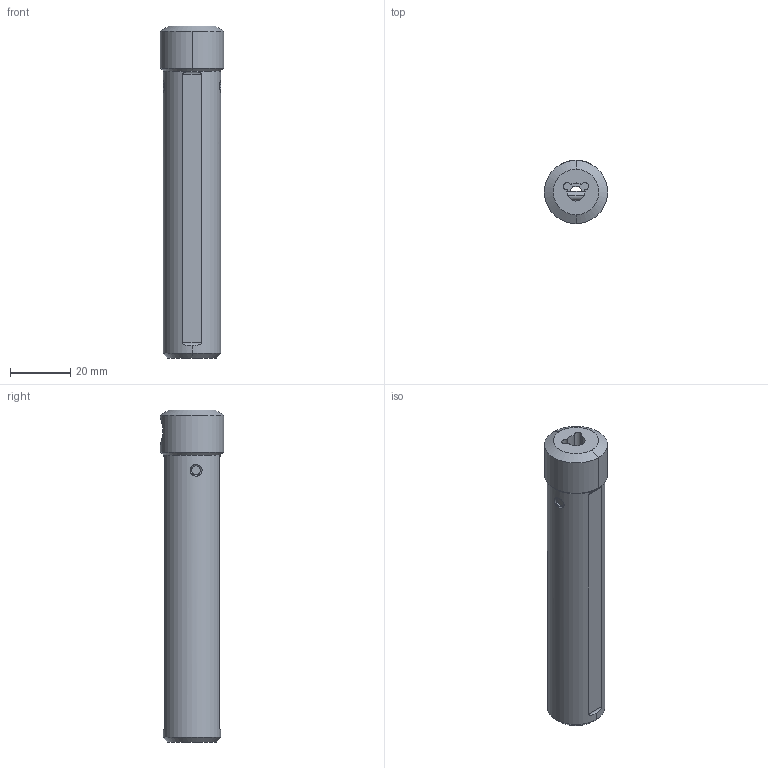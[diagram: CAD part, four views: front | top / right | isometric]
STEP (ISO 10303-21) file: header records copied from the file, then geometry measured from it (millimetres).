
FILE_DESCRIPTION (( 'STEP AP203' ), '1' );
FILE_NAME ('ZBR0600750.STEP', '2023-06-05T01:05:56', ( '' ), ( '' ), 'SwSTEP 2.0', 'SolidWorks 2018', '' );
FILE_SCHEMA (( 'CONFIG_CONTROL_DESIGN' ));
Length unit declared in the file: millimetre
Products named in the file (1): ZBR0600750
Bounding box: 21 x 21 x 110 mm (x, y, z)
Volume: 29408.1 mm3; surface area: 8953.5 mm2
Topology: 1 solids, 1 shells, 47 faces, 124 edges, 78 vertices
Faces by surface type: cylinder 26, cone 10, plane 7, bspline 4
Entity records: 3955 total; most frequent: CARTESIAN_POINT 2768, ORIENTED_EDGE 248, DIRECTION 210, EDGE_CURVE 124, AXIS2_PLACEMENT_3D 82, VERTEX_POINT 78, EDGE_LOOP 52, FACE_OUTER_BOUND 47
